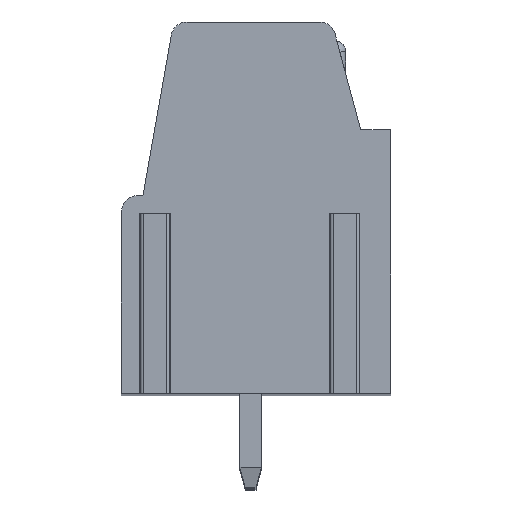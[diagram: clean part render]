
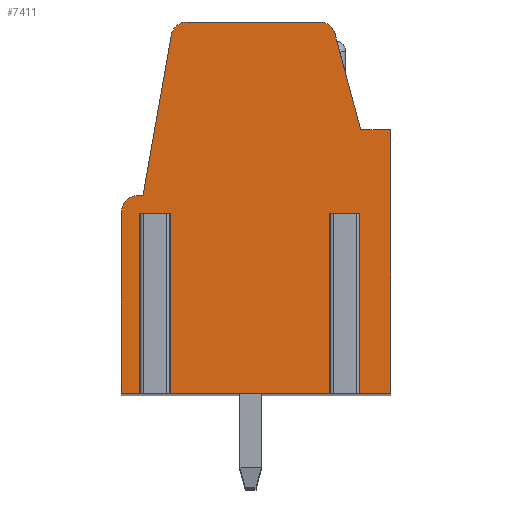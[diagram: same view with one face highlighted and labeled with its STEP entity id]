
A CAD part, top view. The second image highlights one B-rep face of the part: STEP entity #7411.
In plain terms, the highlighted planar face has unit normal (0, 0, 1).
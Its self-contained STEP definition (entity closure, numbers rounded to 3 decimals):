
#13=DIRECTION('',(-1.,0.,0.));
#14=VECTOR('',#13,0.62);
#15=CARTESIAN_POINT('',(3.61,-0.65,53.34));
#16=LINE('',#15,#14);
#17=DIRECTION('',(0.,1.,0.));
#18=VECTOR('',#17,6.7);
#19=CARTESIAN_POINT('',(2.99,-7.35,53.34));
#20=LINE('',#19,#18);
#21=DIRECTION('',(1.,0.,0.));
#22=VECTOR('',#21,6.43);
#23=CARTESIAN_POINT('',(-3.44,-7.35,53.34));
#24=LINE('',#23,#22);
#25=DIRECTION('',(0.,1.,0.));
#26=VECTOR('',#25,6.7);
#27=CARTESIAN_POINT('',(-3.44,-7.35,53.34));
#28=LINE('',#27,#26);
#29=DIRECTION('',(-1.,0.,0.));
#30=VECTOR('',#29,0.62);
#31=CARTESIAN_POINT('',(-3.44,-0.65,53.34));
#32=LINE('',#31,#30);
#33=DIRECTION('',(0.,1.,0.));
#34=VECTOR('',#33,6.7);
#35=CARTESIAN_POINT('',(-4.06,-7.35,53.34));
#36=LINE('',#35,#34);
#37=DIRECTION('',(1.,0.,0.));
#38=VECTOR('',#37,0.94);
#39=CARTESIAN_POINT('',(-5.,-7.35,53.34));
#40=LINE('',#39,#38);
#41=DIRECTION('',(0.,-1.,0.));
#42=VECTOR('',#41,6.75);
#43=CARTESIAN_POINT('',(-5.,-0.6,53.34));
#44=LINE('',#43,#42);
#45=CARTESIAN_POINT('',(-4.4,-0.6,53.34));
#46=DIRECTION('',(0.,0.,1.));
#47=DIRECTION('',(0.,1.,0.));
#48=AXIS2_PLACEMENT_3D('',#45,#46,#47);
#50=DIRECTION('',(-1.,0.,0.));
#51=VECTOR('',#50,0.2);
#52=CARTESIAN_POINT('',(-4.2,0.,53.34));
#53=LINE('',#52,#51);
#54=DIRECTION('',(-0.174,-0.985,0.));
#55=VECTOR('',#54,6.046);
#56=CARTESIAN_POINT('',(-3.15,5.954,53.34));
#57=LINE('',#56,#55);
#58=CARTESIAN_POINT('',(-2.559,5.85,53.34));
#59=DIRECTION('',(0.,0.,1.));
#60=DIRECTION('',(0.,1.,0.));
#61=AXIS2_PLACEMENT_3D('',#58,#59,#60);
#63=DIRECTION('',(-1.,0.,0.));
#64=VECTOR('',#63,4.917);
#65=CARTESIAN_POINT('',(2.358,6.45,53.34));
#66=LINE('',#65,#64);
#67=CARTESIAN_POINT('',(2.358,5.85,53.34));
#68=DIRECTION('',(0.,0.,1.));
#69=DIRECTION('',(0.966,0.259,0.));
#70=AXIS2_PLACEMENT_3D('',#67,#68,#69);
#72=DIRECTION('',(-0.259,0.966,0.));
#73=VECTOR('',#72,3.681);
#74=CARTESIAN_POINT('',(3.89,2.45,53.34));
#75=LINE('',#74,#73);
#76=DIRECTION('',(-1.,0.,0.));
#77=VECTOR('',#76,1.11);
#78=CARTESIAN_POINT('',(5.,2.45,53.34));
#79=LINE('',#78,#77);
#80=DIRECTION('',(0.,1.,0.));
#81=VECTOR('',#80,9.8);
#82=CARTESIAN_POINT('',(5.,-7.35,53.34));
#83=LINE('',#82,#81);
#84=DIRECTION('',(1.,0.,0.));
#85=VECTOR('',#84,1.39);
#86=CARTESIAN_POINT('',(3.61,-7.35,53.34));
#87=LINE('',#86,#85);
#88=DIRECTION('',(0.,1.,0.));
#89=VECTOR('',#88,6.7);
#90=CARTESIAN_POINT('',(3.61,-7.35,53.34));
#91=LINE('',#90,#89);
#5824=CARTESIAN_POINT('',(-5.,-0.6,53.34));
#5825=CARTESIAN_POINT('',(-5.,-7.35,53.34));
#5826=VERTEX_POINT('',#5824);
#5827=VERTEX_POINT('',#5825);
#5828=CARTESIAN_POINT('',(5.,-7.35,53.34));
#5829=CARTESIAN_POINT('',(5.,2.45,53.34));
#5830=VERTEX_POINT('',#5828);
#5831=VERTEX_POINT('',#5829);
#5832=CARTESIAN_POINT('',(3.89,2.45,53.34));
#5833=VERTEX_POINT('',#5832);
#5834=CARTESIAN_POINT('',(2.937,6.005,53.34));
#5835=VERTEX_POINT('',#5834);
#5836=CARTESIAN_POINT('',(2.358,6.45,53.34));
#5837=VERTEX_POINT('',#5836);
#5838=CARTESIAN_POINT('',(-2.559,6.45,53.34));
#5839=VERTEX_POINT('',#5838);
#5840=CARTESIAN_POINT('',(-3.15,5.954,53.34));
#5841=VERTEX_POINT('',#5840);
#5842=CARTESIAN_POINT('',(-4.2,0.,53.34));
#5843=VERTEX_POINT('',#5842);
#5844=CARTESIAN_POINT('',(-4.4,0.,53.34));
#5845=VERTEX_POINT('',#5844);
#5964=CARTESIAN_POINT('',(3.61,-0.65,53.34));
#5965=CARTESIAN_POINT('',(2.99,-0.65,53.34));
#5966=VERTEX_POINT('',#5964);
#5967=VERTEX_POINT('',#5965);
#5968=CARTESIAN_POINT('',(-3.44,-0.65,53.34));
#5969=CARTESIAN_POINT('',(-4.06,-0.65,53.34));
#5970=VERTEX_POINT('',#5968);
#5971=VERTEX_POINT('',#5969);
#5972=CARTESIAN_POINT('',(-4.06,-7.35,53.34));
#5973=VERTEX_POINT('',#5972);
#5974=CARTESIAN_POINT('',(-3.44,-7.35,53.34));
#5975=VERTEX_POINT('',#5974);
#5976=CARTESIAN_POINT('',(3.61,-7.35,53.34));
#5977=VERTEX_POINT('',#5976);
#5978=CARTESIAN_POINT('',(2.99,-7.35,53.34));
#5979=VERTEX_POINT('',#5978);
#7366=CARTESIAN_POINT('',(0.,0.,53.34));
#7367=DIRECTION('',(0.,0.,1.));
#7368=DIRECTION('',(1.,0.,0.));
#7369=AXIS2_PLACEMENT_3D('',#7366,#7367,#7368);
#7370=PLANE('',#7369);
#7372=ORIENTED_EDGE('',*,*,#7371,.T.);
#7374=ORIENTED_EDGE('',*,*,#7373,.F.);
#7376=ORIENTED_EDGE('',*,*,#7375,.F.);
#7378=ORIENTED_EDGE('',*,*,#7377,.T.);
#7380=ORIENTED_EDGE('',*,*,#7379,.T.);
#7382=ORIENTED_EDGE('',*,*,#7381,.F.);
#7384=ORIENTED_EDGE('',*,*,#7383,.F.);
#7386=ORIENTED_EDGE('',*,*,#7385,.F.);
#7388=ORIENTED_EDGE('',*,*,#7387,.F.);
#7390=ORIENTED_EDGE('',*,*,#7389,.F.);
#7392=ORIENTED_EDGE('',*,*,#7391,.F.);
#7394=ORIENTED_EDGE('',*,*,#7393,.F.);
#7396=ORIENTED_EDGE('',*,*,#7395,.F.);
#7398=ORIENTED_EDGE('',*,*,#7397,.F.);
#7400=ORIENTED_EDGE('',*,*,#7399,.F.);
#7402=ORIENTED_EDGE('',*,*,#7401,.F.);
#7404=ORIENTED_EDGE('',*,*,#7403,.F.);
#7406=ORIENTED_EDGE('',*,*,#7405,.F.);
#7408=ORIENTED_EDGE('',*,*,#7407,.T.);
#7409=EDGE_LOOP('',(#7372,#7374,#7376,#7378,#7380,#7382,#7384,#7386,#7388,#7390,
#7392,#7394,#7396,#7398,#7400,#7402,#7404,#7406,#7408));
#7410=FACE_OUTER_BOUND('',#7409,.F.);
#49=CIRCLE('',#48,0.6);
#62=CIRCLE('',#61,0.6);
#71=CIRCLE('',#70,0.6);
#7371=EDGE_CURVE('',#5966,#5967,#16,.T.);
#7373=EDGE_CURVE('',#5979,#5967,#20,.T.);
#7375=EDGE_CURVE('',#5975,#5979,#24,.T.);
#7377=EDGE_CURVE('',#5975,#5970,#28,.T.);
#7379=EDGE_CURVE('',#5970,#5971,#32,.T.);
#7381=EDGE_CURVE('',#5973,#5971,#36,.T.);
#7383=EDGE_CURVE('',#5827,#5973,#40,.T.);
#7385=EDGE_CURVE('',#5826,#5827,#44,.T.);
#7387=EDGE_CURVE('',#5845,#5826,#49,.T.);
#7389=EDGE_CURVE('',#5843,#5845,#53,.T.);
#7391=EDGE_CURVE('',#5841,#5843,#57,.T.);
#7393=EDGE_CURVE('',#5839,#5841,#62,.T.);
#7395=EDGE_CURVE('',#5837,#5839,#66,.T.);
#7397=EDGE_CURVE('',#5835,#5837,#71,.T.);
#7399=EDGE_CURVE('',#5833,#5835,#75,.T.);
#7401=EDGE_CURVE('',#5831,#5833,#79,.T.);
#7403=EDGE_CURVE('',#5830,#5831,#83,.T.);
#7405=EDGE_CURVE('',#5977,#5830,#87,.T.);
#7407=EDGE_CURVE('',#5977,#5966,#91,.T.);
#7411=ADVANCED_FACE('',(#7410),#7370,.T.);
